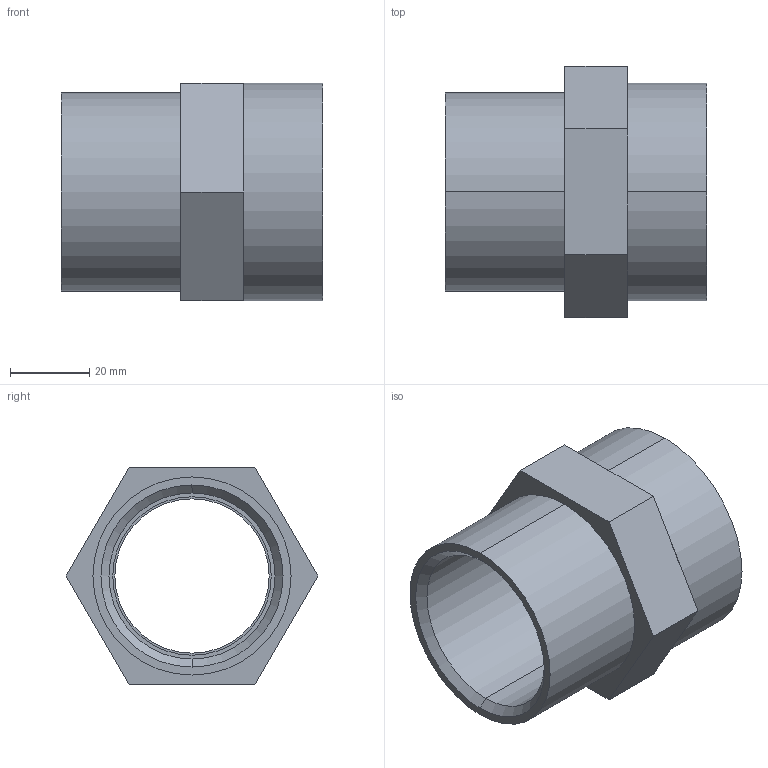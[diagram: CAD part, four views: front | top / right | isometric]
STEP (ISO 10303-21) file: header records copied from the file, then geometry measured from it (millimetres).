
FILE_DESCRIPTION(('STEP AP214'),'1');
FILE_NAME('cctmp_3E8C9E46-BC7C-42AE-BE58-4D59837F8700_2022_03_09_09_38_36_0730..stp','2022-03-09T08:38:36',('Praher Valves GmbH'),('CADClick - www.CADClick.com'),'Spatial InterOp 3D',' ','unknown authorization');
FILE_SCHEMA(('AUTOMOTIVE_DESIGN'));
Length unit declared in the file: millimetre
Products named in the file (1): 71144
Bounding box: 66 x 63.51 x 55 mm (x, y, z)
Volume: 61639.2 mm3; surface area: 22373.3 mm2
Topology: 1 solids, 1 shells, 29 faces, 62 edges, 38 vertices
Faces by surface type: plane 17, cylinder 10, cone 2
Entity records: 1042 total; most frequent: DIRECTION 148, CARTESIAN_POINT 130, ORIENTED_EDGE 124, EDGE_CURVE 62, AXIS2_PLACEMENT_3D 56, VERTEX_POINT 38, LINE 36, VECTOR 36
